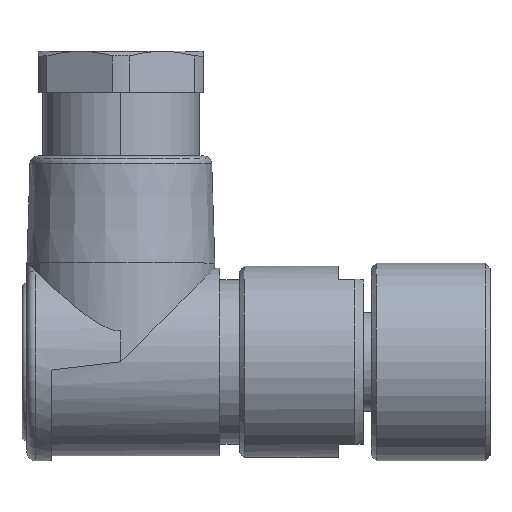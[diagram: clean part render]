
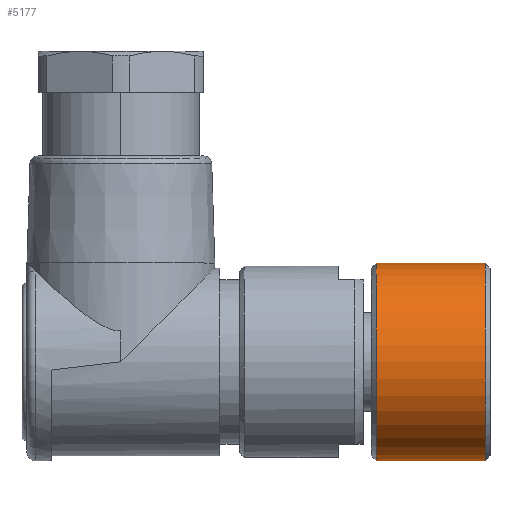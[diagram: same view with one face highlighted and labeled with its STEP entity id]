
A CAD part, top view. The second image highlights one B-rep face of the part: STEP entity #5177.
In plain terms, the highlighted cylindrical face has radius 6 mm (diameter 12 mm), a partial arc.
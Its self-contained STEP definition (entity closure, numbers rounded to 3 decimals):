
#1372=CARTESIAN_POINT('',(0.4,0.,0.));
#1373=DIRECTION('',(1.,0.,0.));
#1374=DIRECTION('',(0.,1.,0.));
#1375=AXIS2_PLACEMENT_3D('',#1372,#1373,#1374);
#1387=DIRECTION('',(1.,0.,0.));
#1388=VECTOR('',#1387,6.6);
#1389=CARTESIAN_POINT('',(-6.2,6.,0.));
#1390=LINE('',#1389,#1388);
#1394=DIRECTION('',(1.,0.,0.));
#1395=VECTOR('',#1394,6.6);
#1396=CARTESIAN_POINT('',(-6.2,-6.,0.));
#1397=LINE('',#1396,#1395);
#1408=CARTESIAN_POINT('',(-6.2,0.,0.));
#1409=DIRECTION('',(-1.,0.,0.));
#1410=DIRECTION('',(0.,-1.,0.));
#1411=AXIS2_PLACEMENT_3D('',#1408,#1409,#1410);
#3079=CARTESIAN_POINT('',(-6.2,-6.,0.));
#3080=CARTESIAN_POINT('',(0.4,-6.,0.));
#3081=VERTEX_POINT('',#3079);
#3082=VERTEX_POINT('',#3080);
#3083=CARTESIAN_POINT('',(-6.2,6.,0.));
#3084=CARTESIAN_POINT('',(0.4,6.,0.));
#3085=VERTEX_POINT('',#3083);
#3086=VERTEX_POINT('',#3084);
#5163=CARTESIAN_POINT('',(-6.5,0.,0.));
#5164=DIRECTION('',(1.,0.,0.));
#5165=DIRECTION('',(0.,-1.,0.));
#5166=AXIS2_PLACEMENT_3D('',#5163,#5164,#5165);
#5167=CYLINDRICAL_SURFACE('',#5166,6.);
#5169=ORIENTED_EDGE('',*,*,#5168,.T.);
#5171=ORIENTED_EDGE('',*,*,#5170,.T.);
#5172=ORIENTED_EDGE('',*,*,#5157,.T.);
#5174=ORIENTED_EDGE('',*,*,#5173,.F.);
#5175=EDGE_LOOP('',(#5169,#5171,#5172,#5174));
#5176=FACE_OUTER_BOUND('',#5175,.F.);
#5177=ADVANCED_FACE('',(#5176),#5167,.T.);
#1376=CIRCLE('',#1375,6.);
#1412=CIRCLE('',#1411,6.);
#5157=EDGE_CURVE('',#3086,#3082,#1376,.T.);
#5168=EDGE_CURVE('',#3081,#3085,#1412,.T.);
#5170=EDGE_CURVE('',#3085,#3086,#1390,.T.);
#5173=EDGE_CURVE('',#3081,#3082,#1397,.T.);
